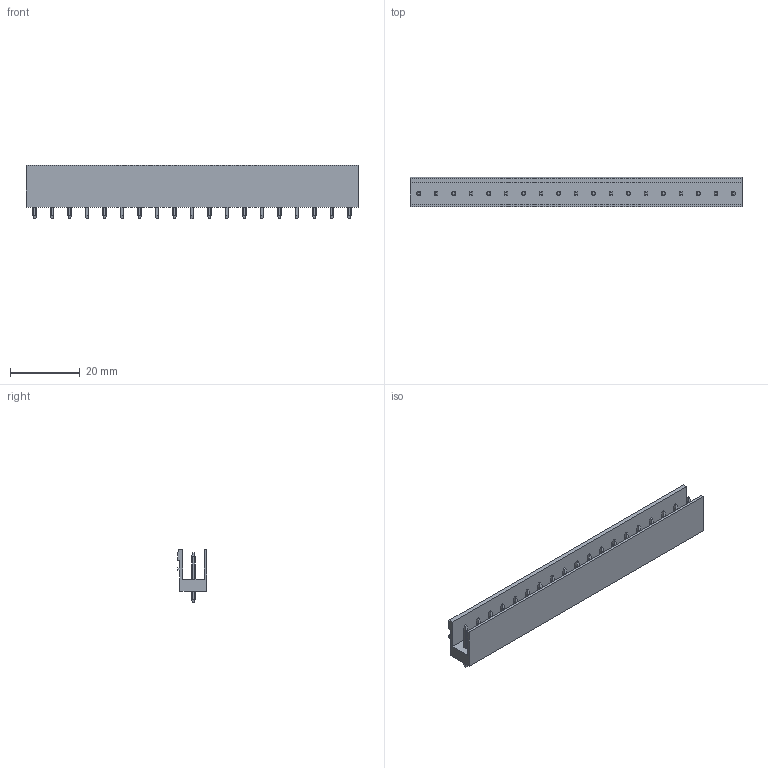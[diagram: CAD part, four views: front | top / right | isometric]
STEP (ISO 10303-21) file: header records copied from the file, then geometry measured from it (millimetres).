
FILE_DESCRIPTION(('CATIA V5 STEP Exchange','CAx-IF Rec.Pracs.--- Model Styling and Organization---1.2---2011-12-15'),'2;1');
FILE_NAME ('D1452953_0_1581490000_1581490000.stp','2018-10-12T07:38:33+00:00',('none'),('Weidmueller'),'CATIA Version 5-6 Release 2014','CATIA V5 STEP AP214','none');
FILE_SCHEMA(('AUTOMOTIVE_DESIGN { 1 0 10303 214 1 1 1 1 }'));
Length unit declared in the file: millimetre
Products named in the file (1): 1581490000
Bounding box: 95 x 8.43 x 15.2 mm (x, y, z)
Volume: 4182 mm3; surface area: 6838.2 mm2
Topology: 20 solids, 20 shells, 513 faces, 1419 edges, 946 vertices
Faces by surface type: plane 359, cylinder 154
Entity records: 15384 total; most frequent: CARTESIAN_POINT 3800, ORIENTED_EDGE 2838, DIRECTION 1627, EDGE_CURVE 1419, VECTOR 959, LINE 959, VERTEX_POINT 946, EDGE_LOOP 551
